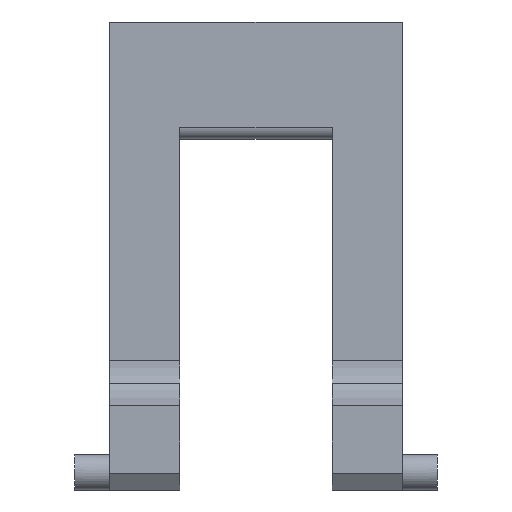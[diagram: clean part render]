
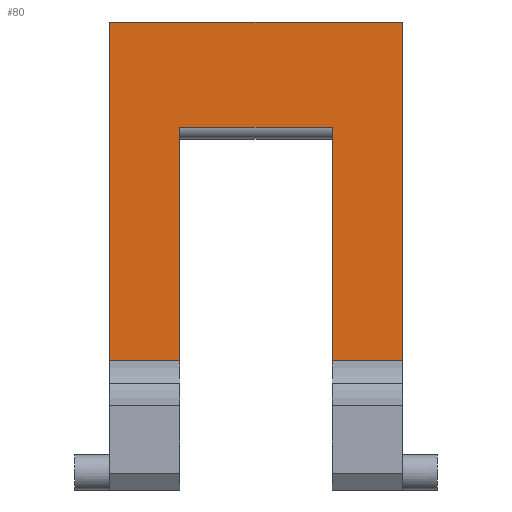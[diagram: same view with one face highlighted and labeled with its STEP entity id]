
A CAD part, top view. The second image highlights one B-rep face of the part: STEP entity #80.
In plain terms, the highlighted planar face has unit normal (0, 0, 1).
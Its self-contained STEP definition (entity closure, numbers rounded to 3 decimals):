
#80=ADVANCED_FACE('',(#321),#323,.T.);
#321=FACE_BOUND('',#322,.T.);
#322=EDGE_LOOP('',(#509,#510,#511,#512,#513,#514,#515,#516));
#323=PLANE('',#324);
#324=AXIS2_PLACEMENT_3D('',#325,#326,#327);
#325=CARTESIAN_POINT('',(0.,0.,3.));
#326=DIRECTION('',(0.,0.,1.));
#327=DIRECTION('',(-1.,0.,0.));
#509=ORIENTED_EDGE('',*,*,#655,.T.);
#510=ORIENTED_EDGE('',*,*,#656,.T.);
#511=ORIENTED_EDGE('',*,*,#657,.T.);
#512=ORIENTED_EDGE('',*,*,#658,.T.);
#513=ORIENTED_EDGE('',*,*,#659,.T.);
#514=ORIENTED_EDGE('',*,*,#660,.T.);
#515=ORIENTED_EDGE('',*,*,#661,.T.);
#516=ORIENTED_EDGE('',*,*,#662,.T.);
#655=EDGE_CURVE('',#748,#749,#750,.T.);
#656=EDGE_CURVE('',#749,#751,#752,.T.);
#657=EDGE_CURVE('',#751,#753,#754,.T.);
#658=EDGE_CURVE('',#753,#755,#756,.T.);
#659=EDGE_CURVE('',#755,#757,#758,.T.);
#660=EDGE_CURVE('',#757,#759,#760,.T.);
#661=EDGE_CURVE('',#759,#761,#762,.T.);
#662=EDGE_CURVE('',#761,#748,#763,.T.);
#748=VERTEX_POINT('',#919);
#749=VERTEX_POINT('',#920);
#750=LINE('',#921,#922);
#751=VERTEX_POINT('',#924);
#752=LINE('',#925,#926);
#753=VERTEX_POINT('',#928);
#754=LINE('',#929,#930);
#755=VERTEX_POINT('',#932);
#756=LINE('',#933,#934);
#757=VERTEX_POINT('',#936);
#758=LINE('',#937,#938);
#759=VERTEX_POINT('',#940);
#760=LINE('',#941,#942);
#761=VERTEX_POINT('',#944);
#762=LINE('',#945,#946);
#763=LINE('',#948,#949);
#919=CARTESIAN_POINT('',(-19.,-9.,3.));
#920=CARTESIAN_POINT('',(-6.,-9.,3.));
#921=CARTESIAN_POINT('',(-19.,-9.,3.));
#922=VECTOR('',#923,1.);
#923=DIRECTION('',(1.,0.,0.));
#924=CARTESIAN_POINT('',(-6.,-28.928,3.));
#925=CARTESIAN_POINT('',(-6.,-9.,3.));
#926=VECTOR('',#927,1.);
#927=DIRECTION('',(0.,-1.,0.));
#928=CARTESIAN_POINT('',(0.,-28.928,3.));
#929=CARTESIAN_POINT('',(-6.,-28.928,3.));
#930=VECTOR('',#931,1.);
#931=DIRECTION('',(1.,0.,0.));
#932=CARTESIAN_POINT('',(0.,0.,3.));
#933=CARTESIAN_POINT('',(0.,-28.928,3.));
#934=VECTOR('',#935,1.);
#935=DIRECTION('',(0.,1.,0.));
#936=CARTESIAN_POINT('',(-25.,0.,3.));
#937=CARTESIAN_POINT('',(0.,0.,3.));
#938=VECTOR('',#939,1.);
#939=DIRECTION('',(-1.,0.,0.));
#940=CARTESIAN_POINT('',(-25.,-28.928,3.));
#941=CARTESIAN_POINT('',(-25.,0.,3.));
#942=VECTOR('',#943,1.);
#943=DIRECTION('',(0.,-1.,0.));
#944=CARTESIAN_POINT('',(-19.,-28.928,3.));
#945=CARTESIAN_POINT('',(-25.,-28.928,3.));
#946=VECTOR('',#947,1.);
#947=DIRECTION('',(1.,0.,0.));
#948=CARTESIAN_POINT('',(-19.,-28.928,3.));
#949=VECTOR('',#950,1.);
#950=DIRECTION('',(0.,1.,0.));
